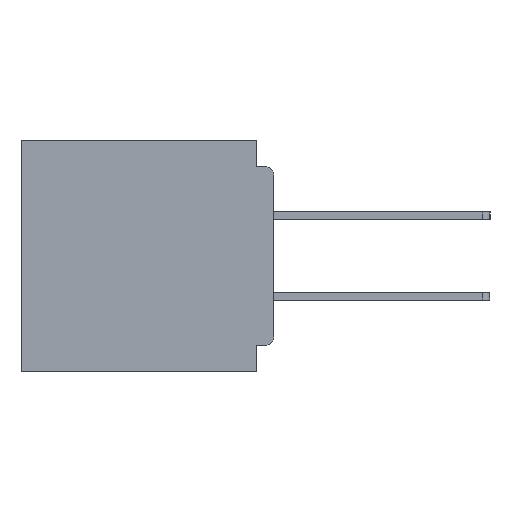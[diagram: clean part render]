
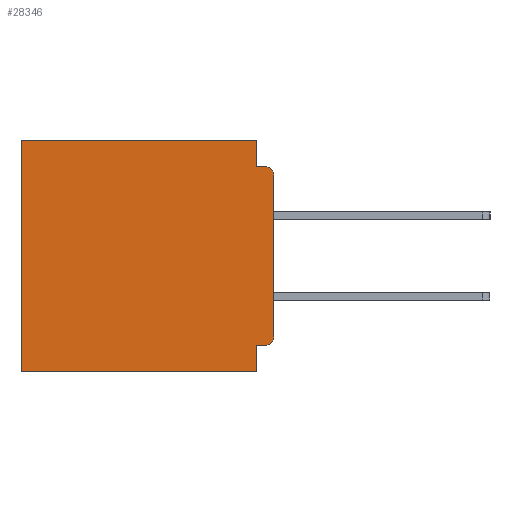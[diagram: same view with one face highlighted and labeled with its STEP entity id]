
A CAD part, left-side view. The second image highlights one B-rep face of the part: STEP entity #28346.
In plain terms, the highlighted planar face has unit normal (-1, 0, 0).
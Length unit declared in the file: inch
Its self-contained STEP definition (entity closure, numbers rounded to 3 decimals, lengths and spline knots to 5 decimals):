
#226 = CIRCLE ( 'NONE', #31534, 0.015 ) ;
#356 = DIRECTION ( 'NONE',  ( 0., -1., 0. ) ) ;
#762 = PLANE ( 'NONE',  #19722 ) ;
#1432 = VERTEX_POINT ( 'NONE', #40725 ) ;
#2264 = VERTEX_POINT ( 'NONE', #37199 ) ;
#2780 = ORIENTED_EDGE ( 'NONE', *, *, #12010, .T. ) ;
#3128 = VERTEX_POINT ( 'NONE', #3776 ) ;
#3453 = AXIS2_PLACEMENT_3D ( 'NONE', #32615, #7116, #36875 ) ;
#3776 = CARTESIAN_POINT ( 'NONE',  ( 0.3, 0.031, -0.355 ) ) ;
#3868 = EDGE_CURVE ( 'NONE', #25932, #3128, #4087, .T. ) ;
#4002 = CARTESIAN_POINT ( 'NONE',  ( 0.3, 0.015, -0.06 ) ) ;
#4062 = ORIENTED_EDGE ( 'NONE', *, *, #38587, .F. ) ;
#4087 = LINE ( 'NONE', #31431, #8691 ) ;
#4859 = CARTESIAN_POINT ( 'NONE',  ( 0.3, 0.437, -0.4 ) ) ;
#5056 = CARTESIAN_POINT ( 'NONE',  ( 0.3, 0., -0.4 ) ) ;
#5842 = CARTESIAN_POINT ( 'NONE',  ( 0.3, 0.031, 0. ) ) ;
#6239 = EDGE_CURVE ( 'NONE', #1432, #12322, #29807, .T. ) ;
#7082 = VERTEX_POINT ( 'NONE', #19955 ) ;
#7116 = DIRECTION ( 'NONE',  ( -1., 0., 0. ) ) ;
#8079 = ORIENTED_EDGE ( 'NONE', *, *, #43906, .F. ) ;
#8227 = DIRECTION ( 'NONE',  ( 0., 0., -1. ) ) ;
#8691 = VECTOR ( 'NONE', #14569, 39.37008 ) ;
#8722 = ORIENTED_EDGE ( 'NONE', *, *, #30352, .F. ) ;
#9100 = DIRECTION ( 'NONE',  ( 0., 0., -1. ) ) ;
#9466 = LINE ( 'NONE', #25904, #30767 ) ;
#10875 = DIRECTION ( 'NONE',  ( 0., 0., -1. ) ) ;
#10918 = ORIENTED_EDGE ( 'NONE', *, *, #3868, .F. ) ;
#12010 = EDGE_CURVE ( 'NONE', #2264, #36484, #26274, .T. ) ;
#12322 = VERTEX_POINT ( 'NONE', #23823 ) ;
#12985 = EDGE_CURVE ( 'NONE', #3128, #39224, #53126, .T. ) ;
#13599 = DIRECTION ( 'NONE',  ( 0., 0., -1. ) ) ;
#14029 = CARTESIAN_POINT ( 'NONE',  ( 0.3, 0.015, -0.355 ) ) ;
#14569 = DIRECTION ( 'NONE',  ( 0., 1., 0. ) ) ;
#18356 = VERTEX_POINT ( 'NONE', #33064 ) ;
#18532 = VECTOR ( 'NONE', #52682, 39.37008 ) ;
#19066 = EDGE_CURVE ( 'NONE', #1432, #18356, #226, .T. ) ;
#19722 = AXIS2_PLACEMENT_3D ( 'NONE', #5056, #39041, #13599 ) ;
#19733 = EDGE_LOOP ( 'NONE', ( #29977, #45139, #4062, #8722, #43918, #2780, #8079, #48650, #10918, #50024 ) ) ;
#19955 = CARTESIAN_POINT ( 'NONE',  ( 0.3, 0.031, -0.045 ) ) ;
#20501 = LINE ( 'NONE', #5842, #41718 ) ;
#20896 = EDGE_CURVE ( 'NONE', #25932, #12322, #42979, .T. ) ;
#23012 = DIRECTION ( 'NONE',  ( 0., 0., -1. ) ) ;
#23210 = CARTESIAN_POINT ( 'NONE',  ( 0.3, 0., -0.4 ) ) ;
#23535 = CARTESIAN_POINT ( 'NONE',  ( 0.3, 0., 0. ) ) ;
#23823 = CARTESIAN_POINT ( 'NONE',  ( 0.3, 0., -0.34 ) ) ;
#25904 = CARTESIAN_POINT ( 'NONE',  ( 0.3, 0., -0.045 ) ) ;
#25932 = VERTEX_POINT ( 'NONE', #14029 ) ;
#26274 = LINE ( 'NONE', #4859, #33520 ) ;
#26975 = CARTESIAN_POINT ( 'NONE',  ( 0.3, 0.031, -0.4 ) ) ;
#27146 = DIRECTION ( 'NONE',  ( 0., 1., 0. ) ) ;
#27225 = CARTESIAN_POINT ( 'NONE',  ( 0.3, 0.031, 0. ) ) ;
#28346 = ADVANCED_FACE ( 'NONE', ( #34029 ), #762, .F. ) ;
#29807 = LINE ( 'NONE', #23210, #18532 ) ;
#29977 = ORIENTED_EDGE ( 'NONE', *, *, #6239, .F. ) ;
#30352 = EDGE_CURVE ( 'NONE', #30980, #7082, #20501, .T. ) ;
#30763 = VECTOR ( 'NONE', #10875, 39.37008 ) ;
#30767 = VECTOR ( 'NONE', #356, 39.37008 ) ;
#30980 = VERTEX_POINT ( 'NONE', #27225 ) ;
#31431 = CARTESIAN_POINT ( 'NONE',  ( 0.3, 0., -0.355 ) ) ;
#31534 = AXIS2_PLACEMENT_3D ( 'NONE', #4002, #33720, #8227 ) ;
#31821 = VECTOR ( 'NONE', #48789, 39.37008 ) ;
#32615 = CARTESIAN_POINT ( 'NONE',  ( 0.3, 0.015, -0.34 ) ) ;
#33064 = CARTESIAN_POINT ( 'NONE',  ( 0.3, 0.015, -0.045 ) ) ;
#33520 = VECTOR ( 'NONE', #9100, 39.37008 ) ;
#33720 = DIRECTION ( 'NONE',  ( -1., 0., 0. ) ) ;
#34029 = FACE_OUTER_BOUND ( 'NONE', #19733, .T. ) ;
#36484 = VERTEX_POINT ( 'NONE', #49714 ) ;
#36875 = DIRECTION ( 'NONE',  ( 0., 0., -1. ) ) ;
#37199 = CARTESIAN_POINT ( 'NONE',  ( 0.3, 0.437, 0. ) ) ;
#38587 = EDGE_CURVE ( 'NONE', #7082, #18356, #9466, .T. ) ;
#39041 = DIRECTION ( 'NONE',  ( 1., 0., 0. ) ) ;
#39224 = VERTEX_POINT ( 'NONE', #26975 ) ;
#40619 = CARTESIAN_POINT ( 'NONE',  ( 0.3, 0.031, -0.4 ) ) ;
#40725 = CARTESIAN_POINT ( 'NONE',  ( 0.3, 0., -0.06 ) ) ;
#40859 = VECTOR ( 'NONE', #27146, 39.37008 ) ;
#41281 = EDGE_CURVE ( 'NONE', #30980, #2264, #43047, .T. ) ;
#41718 = VECTOR ( 'NONE', #23012, 39.37008 ) ;
#42165 = LINE ( 'NONE', #47752, #40859 ) ;
#42979 = CIRCLE ( 'NONE', #3453, 0.015 ) ;
#43047 = LINE ( 'NONE', #23535, #31821 ) ;
#43906 = EDGE_CURVE ( 'NONE', #39224, #36484, #42165, .T. ) ;
#43918 = ORIENTED_EDGE ( 'NONE', *, *, #41281, .T. ) ;
#45139 = ORIENTED_EDGE ( 'NONE', *, *, #19066, .T. ) ;
#47752 = CARTESIAN_POINT ( 'NONE',  ( 0.3, 0., -0.4 ) ) ;
#48650 = ORIENTED_EDGE ( 'NONE', *, *, #12985, .F. ) ;
#48789 = DIRECTION ( 'NONE',  ( 0., 1., 0. ) ) ;
#49714 = CARTESIAN_POINT ( 'NONE',  ( 0.3, 0.437, -0.4 ) ) ;
#50024 = ORIENTED_EDGE ( 'NONE', *, *, #20896, .T. ) ;
#52682 = DIRECTION ( 'NONE',  ( 0., 0., -1. ) ) ;
#53126 = LINE ( 'NONE', #40619, #30763 ) ;
